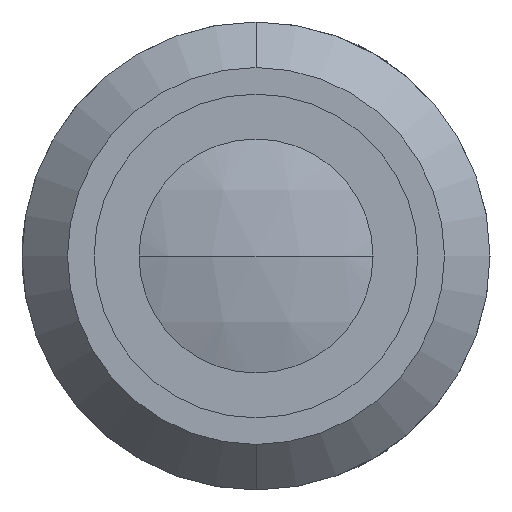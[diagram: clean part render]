
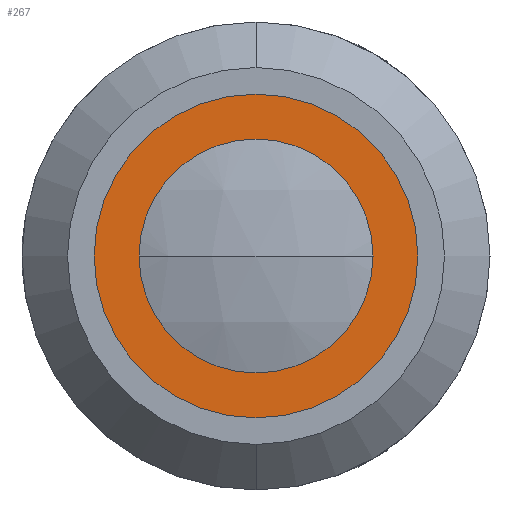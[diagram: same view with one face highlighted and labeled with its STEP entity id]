
A CAD part, left-side view. The second image highlights one B-rep face of the part: STEP entity #267.
In plain terms, the highlighted planar face has unit normal (-1, 0, 0).
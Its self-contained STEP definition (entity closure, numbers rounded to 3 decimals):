
#11 = DIRECTION ( 'NONE',  ( -1., 0., 0. ) ) ;
#127 = PLANE ( 'NONE',  #2144 ) ;
#264 = ORIENTED_EDGE ( 'NONE', *, *, #365, .T. ) ;
#267 = ADVANCED_FACE ( 'NONE', ( #490, #1882 ), #127, .F. ) ;
#365 = EDGE_CURVE ( 'NONE', #3531, #4274, #3720, .T. ) ;
#490 = FACE_BOUND ( 'NONE', #2445, .T. ) ;
#732 = AXIS2_PLACEMENT_3D ( 'NONE', #2668, #11, #4030 ) ;
#820 = DIRECTION ( 'NONE',  ( -1., 0., 0. ) ) ;
#891 = DIRECTION ( 'NONE',  ( 0., 0., -1. ) ) ;
#1497 = AXIS2_PLACEMENT_3D ( 'NONE', #2837, #820, #3119 ) ;
#1858 = AXIS2_PLACEMENT_3D ( 'NONE', #4226, #2557, #2575 ) ;
#1882 = FACE_OUTER_BOUND ( 'NONE', #2053, .T. ) ;
#2053 = EDGE_LOOP ( 'NONE', ( #264, #3244 ) ) ;
#2144 = AXIS2_PLACEMENT_3D ( 'NONE', #3194, #3126, #891 ) ;
#2239 = EDGE_CURVE ( 'NONE', #3405, #2854, #3482, .T. ) ;
#2349 = ORIENTED_EDGE ( 'NONE', *, *, #2239, .F. ) ;
#2445 = EDGE_LOOP ( 'NONE', ( #2349, #2721 ) ) ;
#2477 = CIRCLE ( 'NONE', #1858, 13.2 ) ;
#2483 = AXIS2_PLACEMENT_3D ( 'NONE', #3174, #4132, #3811 ) ;
#2557 = DIRECTION ( 'NONE',  ( -1., 0., 0. ) ) ;
#2575 = DIRECTION ( 'NONE',  ( 0., 0., 1. ) ) ;
#2668 = CARTESIAN_POINT ( 'NONE',  ( 3.5, 0., 0. ) ) ;
#2721 = ORIENTED_EDGE ( 'NONE', *, *, #3440, .F. ) ;
#2837 = CARTESIAN_POINT ( 'NONE',  ( 3.5, 0., 0. ) ) ;
#2854 = VERTEX_POINT ( 'NONE', #3834 ) ;
#3119 = DIRECTION ( 'NONE',  ( 0., 0., 1. ) ) ;
#3126 = DIRECTION ( 'NONE',  ( 1., 0., 0. ) ) ;
#3174 = CARTESIAN_POINT ( 'NONE',  ( 3.5, 0., 0. ) ) ;
#3194 = CARTESIAN_POINT ( 'NONE',  ( 3.5, 13.2, 0. ) ) ;
#3244 = ORIENTED_EDGE ( 'NONE', *, *, #3837, .T. ) ;
#3405 = VERTEX_POINT ( 'NONE', #3639 ) ;
#3425 = CIRCLE ( 'NONE', #732, 9. ) ;
#3440 = EDGE_CURVE ( 'NONE', #2854, #3405, #3425, .T. ) ;
#3482 = CIRCLE ( 'NONE', #1497, 9. ) ;
#3530 = CARTESIAN_POINT ( 'NONE',  ( 3.5, 0., 13.2 ) ) ;
#3531 = VERTEX_POINT ( 'NONE', #3530 ) ;
#3554 = CARTESIAN_POINT ( 'NONE',  ( 3.5, 0., -13.2 ) ) ;
#3639 = CARTESIAN_POINT ( 'NONE',  ( 3.5, 0., 9. ) ) ;
#3720 = CIRCLE ( 'NONE', #2483, 13.2 ) ;
#3811 = DIRECTION ( 'NONE',  ( 0., 0., 1. ) ) ;
#3834 = CARTESIAN_POINT ( 'NONE',  ( 3.5, 0., -9. ) ) ;
#3837 = EDGE_CURVE ( 'NONE', #4274, #3531, #2477, .T. ) ;
#4030 = DIRECTION ( 'NONE',  ( 0., 0., 1. ) ) ;
#4132 = DIRECTION ( 'NONE',  ( -1., 0., 0. ) ) ;
#4226 = CARTESIAN_POINT ( 'NONE',  ( 3.5, 0., 0. ) ) ;
#4274 = VERTEX_POINT ( 'NONE', #3554 ) ;
